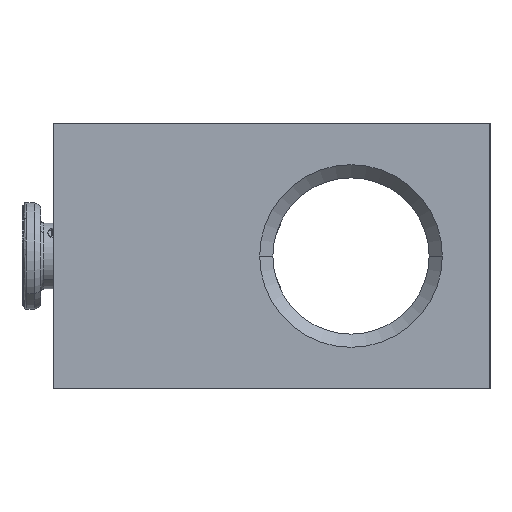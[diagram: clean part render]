
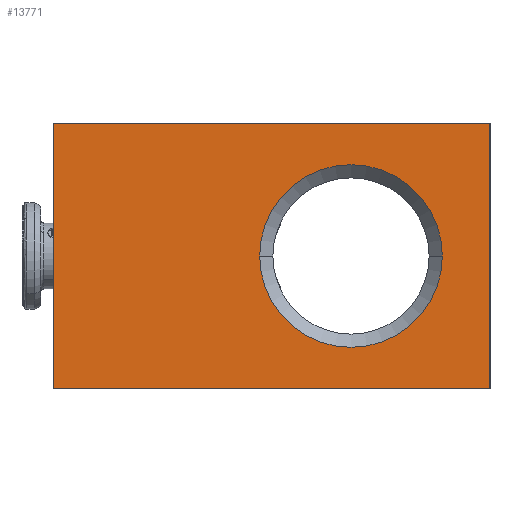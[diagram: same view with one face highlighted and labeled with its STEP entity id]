
A CAD part, left-side view. The second image highlights one B-rep face of the part: STEP entity #13771.
In plain terms, the highlighted planar face has unit normal (-1, 0, 0).
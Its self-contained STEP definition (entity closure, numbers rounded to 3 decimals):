
#13771=ADVANCED_FACE('',(#28397,#28398),#28399,.T.);
#28397=FACE_OUTER_BOUND('',#59199,.T.);
#28398=FACE_BOUND('',#59200,.T.);
#28399=PLANE('',#59201);
#59199=EDGE_LOOP('',(#100337,#100338,#100339,#100340));
#59200=EDGE_LOOP('',(#100341,#100342));
#59201=AXIS2_PLACEMENT_3D('',#100343,#100344,#100345);
#100337=ORIENTED_EDGE('',*,*,#125567,.T.);
#100338=ORIENTED_EDGE('',*,*,#109397,.T.);
#100339=ORIENTED_EDGE('',*,*,#125568,.F.);
#100340=ORIENTED_EDGE('',*,*,#123355,.F.);
#100341=ORIENTED_EDGE('',*,*,#122613,.F.);
#100342=ORIENTED_EDGE('',*,*,#116270,.F.);
#100343=CARTESIAN_POINT('',(-114.0,33.0,-10.0));
#100344=DIRECTION('',(-1.0,0.0,0.0));
#100345=DIRECTION('',(0.0,0.0,1.0));
#109397=EDGE_CURVE('',#128284,#128289,#128291,.T.);
#116270=EDGE_CURVE('',#139861,#139864,#139865,.T.);
#122613=EDGE_CURVE('',#139864,#139861,#148843,.T.);
#123355=EDGE_CURVE('',#149746,#149748,#149749,.T.);
#125567=EDGE_CURVE('',#149746,#128284,#152322,.T.);
#125568=EDGE_CURVE('',#149748,#128289,#152323,.T.);
#128284=VERTEX_POINT('',#155915);
#128289=VERTEX_POINT('',#155922);
#128291=LINE('',#155925,#155926);
#139861=VERTEX_POINT('',#176753);
#139864=VERTEX_POINT('',#176757);
#139865=CIRCLE('',#176758,6.9);
#148843=CIRCLE('',#192695,6.9);
#149746=VERTEX_POINT('',#194174);
#149748=VERTEX_POINT('',#194177);
#149749=LINE('',#194178,#194179);
#152322=LINE('',#198626,#198627);
#152323=LINE('',#198628,#198629);
#155915=CARTESIAN_POINT('',(-114.0,0.0,-10.0));
#155922=CARTESIAN_POINT('',(-114.0,0.0,10.0));
#155925=CARTESIAN_POINT('',(-114.0,0.0,-10.0));
#155926=VECTOR('',#201854,20.0);
#176753=CARTESIAN_POINT('',(-114.0,17.4,0.));
#176757=CARTESIAN_POINT('',(-114.0,3.6,0.0));
#176758=AXIS2_PLACEMENT_3D('',#210660,#210661,#210662);
#192695=AXIS2_PLACEMENT_3D('',#218332,#218333,#218334);
#194174=CARTESIAN_POINT('',(-114.0,33.0,-10.0));
#194177=CARTESIAN_POINT('',(-114.0,33.0,10.0));
#194178=CARTESIAN_POINT('',(-114.0,33.0,-10.0));
#194179=VECTOR('',#219167,20.0);
#198626=CARTESIAN_POINT('',(-114.0,33.0,-10.0));
#198627=VECTOR('',#221393,33.0);
#198628=CARTESIAN_POINT('',(-114.0,33.0,10.0));
#198629=VECTOR('',#221394,33.0);
#201854=DIRECTION('',(0.0,0.0,1.0));
#210660=CARTESIAN_POINT('',(-114.0,10.5,0.0));
#210661=DIRECTION('',(-1.0,0.0,0.0));
#210662=DIRECTION('',(0.0,1.0,0.0));
#218332=CARTESIAN_POINT('',(-114.0,10.5,0.0));
#218333=DIRECTION('',(-1.0,0.0,0.0));
#218334=DIRECTION('',(0.0,1.0,0.0));
#219167=DIRECTION('',(0.0,0.0,1.0));
#221393=DIRECTION('',(0.0,-1.0,0.0));
#221394=DIRECTION('',(0.0,-1.0,0.0));
